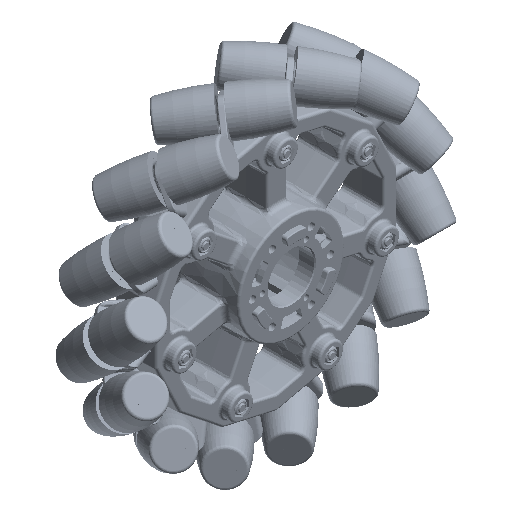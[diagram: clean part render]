
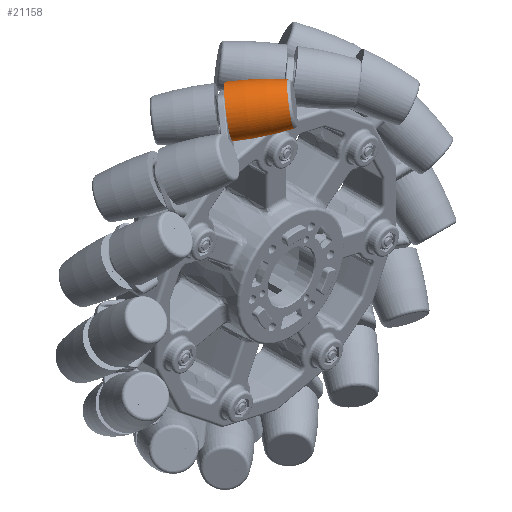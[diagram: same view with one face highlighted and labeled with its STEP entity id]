
A CAD part, isometric view. The second image highlights one B-rep face of the part: STEP entity #21158.
In plain terms, the highlighted toroidal (fillet/blend) face has major radius 139.348 mm and minor radius 152.4 mm.
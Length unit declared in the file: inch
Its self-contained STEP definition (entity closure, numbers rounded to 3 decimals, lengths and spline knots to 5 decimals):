
#1209 = CARTESIAN_POINT ( 'NONE',  ( 0., 0.11261, 0.51366 ) ) ;
#5232 = ORIENTED_EDGE ( 'NONE', *, *, #19641, .T. ) ;
#5233 = ORIENTED_EDGE ( 'NONE', *, *, #19670, .T. ) ;
#5234 = ORIENTED_EDGE ( 'NONE', *, *, #19672, .F. ) ;
#5235 = ORIENTED_EDGE ( 'NONE', *, *, #19674, .F. ) ;
#7165 = EDGE_LOOP ( 'NONE', ( #5232, #5233, #5234, #5235 ) ) ;
#10344 = CARTESIAN_POINT ( 'NONE',  ( 0., 0.11261, -0.51366 ) ) ;
#10398 = CARTESIAN_POINT ( 'NONE',  ( 0., 1.18534, -0.4262 ) ) ;
#10438 = CARTESIAN_POINT ( 'NONE',  ( 0., 1.18534, 0.4262 ) ) ;
#19641 = EDGE_CURVE ( 'NONE', #25570, #25598, #60916, .T. ) ;
#19670 = EDGE_CURVE ( 'NONE', #25598, #54258, #60931, .T. ) ;
#19672 = EDGE_CURVE ( 'NONE', #25535, #54258, #60938, .T. ) ;
#19674 = EDGE_CURVE ( 'NONE', #25570, #25535, #60936, .T. ) ;
#21158 = ADVANCED_FACE ( 'NONE', ( #61550 ), #61549, .T. ) ;
#22120 = DIRECTION ( 'NONE',  ( 0., -1., 0. ) ) ;
#22122 = CARTESIAN_POINT ( 'NONE',  ( 0., 0.16336, 0. ) ) ;
#22125 = DIRECTION ( 'NONE',  ( 0., 0., -1. ) ) ;
#25535 = VERTEX_POINT ( 'NONE', #10344 ) ;
#25570 = VERTEX_POINT ( 'NONE', #10398 ) ;
#25598 = VERTEX_POINT ( 'NONE', #10438 ) ;
#26558 = AXIS2_PLACEMENT_3D ( 'NONE', #30699, #30700, #30701 ) ;
#26566 = AXIS2_PLACEMENT_3D ( 'NONE', #30734, #30735, #30736 ) ;
#26567 = AXIS2_PLACEMENT_3D ( 'NONE', #30737, #30738, #30739 ) ;
#26568 = AXIS2_PLACEMENT_3D ( 'NONE', #30740, #30741, #30742 ) ;
#26904 = AXIS2_PLACEMENT_3D ( 'NONE', #22122, #22120, #22125 ) ;
#30699 = CARTESIAN_POINT ( 'NONE',  ( 0., 1.18534, 0. ) ) ;
#30700 = DIRECTION ( 'NONE',  ( 0., -1., 0. ) ) ;
#30701 = DIRECTION ( 'NONE',  ( 0., 0., -1. ) ) ;
#30734 = CARTESIAN_POINT ( 'NONE',  ( 0., 0.16336, -5.48613 ) ) ;
#30735 = DIRECTION ( 'NONE',  ( 1., 0., 0. ) ) ;
#30736 = DIRECTION ( 'NONE',  ( 0., 0., -1. ) ) ;
#30737 = CARTESIAN_POINT ( 'NONE',  ( 0., 0.11261, 0. ) ) ;
#30738 = DIRECTION ( 'NONE',  ( 0., -1., 0. ) ) ;
#30739 = DIRECTION ( 'NONE',  ( 0., 0., -1. ) ) ;
#30740 = CARTESIAN_POINT ( 'NONE',  ( 0., 0.16336, 5.48613 ) ) ;
#30741 = DIRECTION ( 'NONE',  ( -1., 0., 0. ) ) ;
#30742 = DIRECTION ( 'NONE',  ( 0., 0., 1. ) ) ;
#54258 = VERTEX_POINT ( 'NONE', #1209 ) ;
#60916 = CIRCLE ( 'NONE', #26558, 0.4262 ) ;
#60931 = CIRCLE ( 'NONE', #26566, 6. ) ;
#60936 = CIRCLE ( 'NONE', #26568, 6. ) ;
#60938 = CIRCLE ( 'NONE', #26567, 0.51366 ) ;
#61549 = TOROIDAL_SURFACE ( 'NONE', #26904, -5.48613, 6. ) ;
#61550 = FACE_OUTER_BOUND ( 'NONE', #7165, .T. ) ;
